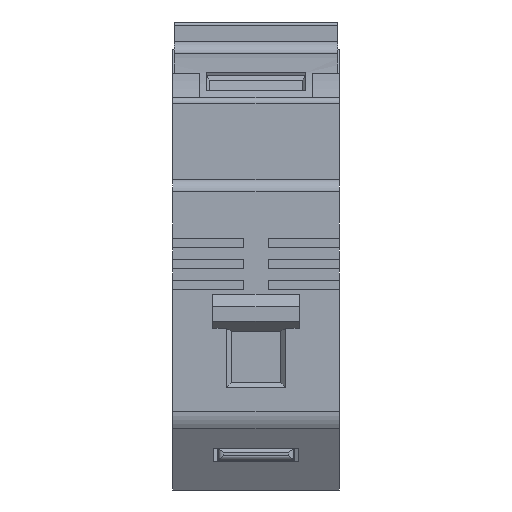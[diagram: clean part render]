
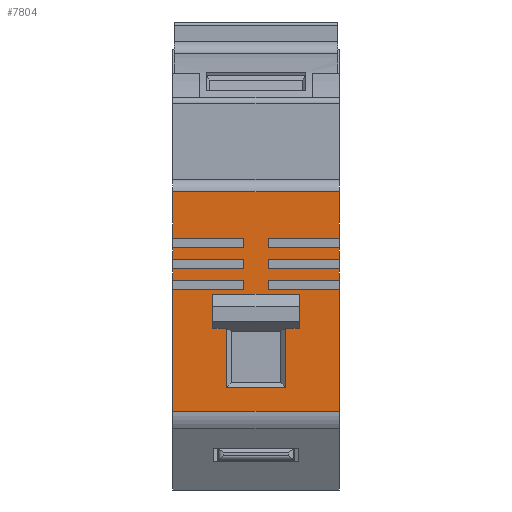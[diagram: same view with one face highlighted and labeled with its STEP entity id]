
A CAD part, front view. The second image highlights one B-rep face of the part: STEP entity #7804.
In plain terms, the highlighted planar face has unit normal (0, -1, 0).
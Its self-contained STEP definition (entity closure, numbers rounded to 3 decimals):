
#551=DIRECTION('',(1.,0.,0.));
#552=VECTOR('',#551,27.);
#553=CARTESIAN_POINT('',(0.,-66.8,5.922));
#554=LINE('',#553,#552);
#559=DIRECTION('',(0.,0.,-1.));
#560=VECTOR('',#559,7.5);
#561=CARTESIAN_POINT('',(27.,-66.8,41.5));
#562=LINE('',#561,#560);
#563=DIRECTION('',(-1.,0.,0.));
#564=VECTOR('',#563,11.5);
#565=CARTESIAN_POINT('',(27.,-66.8,34.));
#566=LINE('',#565,#564);
#567=DIRECTION('',(0.,0.,-1.));
#568=VECTOR('',#567,1.8);
#569=CARTESIAN_POINT('',(27.,-66.8,32.4));
#570=LINE('',#569,#568);
#571=DIRECTION('',(-1.,0.,0.));
#572=VECTOR('',#571,11.5);
#573=CARTESIAN_POINT('',(27.,-66.8,30.6));
#574=LINE('',#573,#572);
#575=DIRECTION('',(0.,0.,-1.));
#576=VECTOR('',#575,1.8);
#577=CARTESIAN_POINT('',(27.,-66.8,29.));
#578=LINE('',#577,#576);
#579=DIRECTION('',(-1.,0.,0.));
#580=VECTOR('',#579,11.5);
#581=CARTESIAN_POINT('',(27.,-66.8,27.2));
#582=LINE('',#581,#580);
#583=DIRECTION('',(0.,0.,-1.));
#584=VECTOR('',#583,19.678);
#585=CARTESIAN_POINT('',(27.,-66.8,25.6));
#586=LINE('',#585,#584);
#587=DIRECTION('',(0.,0.,1.));
#588=VECTOR('',#587,19.678);
#589=CARTESIAN_POINT('',(0.,-66.8,5.922));
#590=LINE('',#589,#588);
#591=DIRECTION('',(1.,0.,0.));
#592=VECTOR('',#591,11.5);
#593=CARTESIAN_POINT('',(0.,-66.8,25.6));
#594=LINE('',#593,#592);
#595=DIRECTION('',(0.,0.,1.));
#596=VECTOR('',#595,1.6);
#597=CARTESIAN_POINT('',(11.5,-66.8,25.6));
#598=LINE('',#597,#596);
#599=DIRECTION('',(0.,0.,1.));
#600=VECTOR('',#599,1.8);
#601=CARTESIAN_POINT('',(0.,-66.8,27.2));
#602=LINE('',#601,#600);
#603=DIRECTION('',(1.,0.,0.));
#604=VECTOR('',#603,11.5);
#605=CARTESIAN_POINT('',(0.,-66.8,29.));
#606=LINE('',#605,#604);
#607=DIRECTION('',(0.,0.,1.));
#608=VECTOR('',#607,1.6);
#609=CARTESIAN_POINT('',(11.5,-66.8,29.));
#610=LINE('',#609,#608);
#611=DIRECTION('',(0.,0.,1.));
#612=VECTOR('',#611,1.8);
#613=CARTESIAN_POINT('',(0.,-66.8,30.6));
#614=LINE('',#613,#612);
#615=DIRECTION('',(1.,0.,0.));
#616=VECTOR('',#615,11.5);
#617=CARTESIAN_POINT('',(0.,-66.8,32.4));
#618=LINE('',#617,#616);
#619=DIRECTION('',(0.,0.,1.));
#620=VECTOR('',#619,1.6);
#621=CARTESIAN_POINT('',(11.5,-66.8,32.4));
#622=LINE('',#621,#620);
#623=DIRECTION('',(0.,0.,1.));
#624=VECTOR('',#623,7.5);
#625=CARTESIAN_POINT('',(0.,-66.8,34.));
#626=LINE('',#625,#624);
#627=DIRECTION('',(0.,0.,1.));
#628=VECTOR('',#627,9.562);
#629=CARTESIAN_POINT('',(18.3,-66.8,9.8));
#630=LINE('',#629,#628);
#631=DIRECTION('',(1.,0.,0.));
#632=VECTOR('',#631,2.2);
#633=CARTESIAN_POINT('',(18.3,-66.8,19.362));
#634=LINE('',#633,#632);
#635=DIRECTION('',(0.,0.,1.));
#636=VECTOR('',#635,5.538);
#637=CARTESIAN_POINT('',(20.5,-66.8,19.362));
#638=LINE('',#637,#636);
#643=DIRECTION('',(-1.,0.,0.));
#644=VECTOR('',#643,27.);
#645=CARTESIAN_POINT('',(27.,-66.8,41.5));
#646=LINE('',#645,#644);
#3086=DIRECTION('',(-1.,0.,0.));
#3087=VECTOR('',#3086,11.5);
#3088=CARTESIAN_POINT('',(27.,-66.8,25.6));
#3089=LINE('',#3088,#3087);
#3114=DIRECTION('',(0.,0.,1.));
#3115=VECTOR('',#3114,1.6);
#3116=CARTESIAN_POINT('',(15.5,-66.8,25.6));
#3117=LINE('',#3116,#3115);
#3122=DIRECTION('',(-1.,0.,0.));
#3123=VECTOR('',#3122,11.5);
#3124=CARTESIAN_POINT('',(27.,-66.8,29.));
#3125=LINE('',#3124,#3123);
#3150=DIRECTION('',(0.,0.,1.));
#3151=VECTOR('',#3150,1.6);
#3152=CARTESIAN_POINT('',(15.5,-66.8,29.));
#3153=LINE('',#3152,#3151);
#3158=DIRECTION('',(-1.,0.,0.));
#3159=VECTOR('',#3158,11.5);
#3160=CARTESIAN_POINT('',(27.,-66.8,32.4));
#3161=LINE('',#3160,#3159);
#3182=DIRECTION('',(0.,0.,1.));
#3183=VECTOR('',#3182,1.6);
#3184=CARTESIAN_POINT('',(15.5,-66.8,32.4));
#3185=LINE('',#3184,#3183);
#4219=DIRECTION('',(1.,0.,0.));
#4220=VECTOR('',#4219,11.5);
#4221=CARTESIAN_POINT('',(0.,-66.8,27.2));
#4222=LINE('',#4221,#4220);
#4251=DIRECTION('',(1.,0.,0.));
#4252=VECTOR('',#4251,11.5);
#4253=CARTESIAN_POINT('',(0.,-66.8,30.6));
#4254=LINE('',#4253,#4252);
#4283=DIRECTION('',(1.,0.,0.));
#4284=VECTOR('',#4283,11.5);
#4285=CARTESIAN_POINT('',(0.,-66.8,34.));
#4286=LINE('',#4285,#4284);
#4303=DIRECTION('',(-1.,0.,0.));
#4304=VECTOR('',#4303,9.6);
#4305=CARTESIAN_POINT('',(18.3,-66.8,9.8));
#4306=LINE('',#4305,#4304);
#4339=DIRECTION('',(-1.,0.,0.));
#4340=VECTOR('',#4339,2.2);
#4341=CARTESIAN_POINT('',(8.7,-66.8,19.362));
#4342=LINE('',#4341,#4340);
#4343=DIRECTION('',(1.,0.,0.));
#4344=VECTOR('',#4343,14.);
#4345=CARTESIAN_POINT('',(6.5,-66.8,24.9));
#4346=LINE('',#4345,#4344);
#4363=DIRECTION('',(0.,0.,1.));
#4364=VECTOR('',#4363,5.538);
#4365=CARTESIAN_POINT('',(6.5,-66.8,19.362));
#4366=LINE('',#4365,#4364);
#4395=DIRECTION('',(0.,0.,1.));
#4396=VECTOR('',#4395,9.562);
#4397=CARTESIAN_POINT('',(8.7,-66.8,9.8));
#4398=LINE('',#4397,#4396);
#5530=CARTESIAN_POINT('',(0.,-66.8,41.5));
#5531=VERTEX_POINT('',#5530);
#5532=CARTESIAN_POINT('',(0.,-66.8,34.));
#5533=VERTEX_POINT('',#5532);
#5538=CARTESIAN_POINT('',(0.,-66.8,32.4));
#5539=VERTEX_POINT('',#5538);
#5540=CARTESIAN_POINT('',(0.,-66.8,30.6));
#5541=VERTEX_POINT('',#5540);
#5546=CARTESIAN_POINT('',(0.,-66.8,29.));
#5547=VERTEX_POINT('',#5546);
#5548=CARTESIAN_POINT('',(0.,-66.8,27.2));
#5549=VERTEX_POINT('',#5548);
#5554=CARTESIAN_POINT('',(0.,-66.8,25.6));
#5555=VERTEX_POINT('',#5554);
#5556=CARTESIAN_POINT('',(0.,-66.8,5.922));
#5557=VERTEX_POINT('',#5556);
#5848=CARTESIAN_POINT('',(27.,-66.8,5.922));
#5849=VERTEX_POINT('',#5848);
#5850=CARTESIAN_POINT('',(27.,-66.8,41.5));
#5851=VERTEX_POINT('',#5850);
#5852=CARTESIAN_POINT('',(27.,-66.8,34.));
#5853=VERTEX_POINT('',#5852);
#5854=CARTESIAN_POINT('',(15.5,-66.8,34.));
#5855=VERTEX_POINT('',#5854);
#5856=CARTESIAN_POINT('',(15.5,-66.8,32.4));
#5857=VERTEX_POINT('',#5856);
#5858=CARTESIAN_POINT('',(27.,-66.8,32.4));
#5859=VERTEX_POINT('',#5858);
#5860=CARTESIAN_POINT('',(27.,-66.8,30.6));
#5861=VERTEX_POINT('',#5860);
#5862=CARTESIAN_POINT('',(15.5,-66.8,30.6));
#5863=VERTEX_POINT('',#5862);
#5864=CARTESIAN_POINT('',(15.5,-66.8,29.));
#5865=VERTEX_POINT('',#5864);
#5866=CARTESIAN_POINT('',(27.,-66.8,29.));
#5867=VERTEX_POINT('',#5866);
#5868=CARTESIAN_POINT('',(27.,-66.8,27.2));
#5869=VERTEX_POINT('',#5868);
#5870=CARTESIAN_POINT('',(15.5,-66.8,27.2));
#5871=VERTEX_POINT('',#5870);
#5872=CARTESIAN_POINT('',(15.5,-66.8,25.6));
#5873=VERTEX_POINT('',#5872);
#5874=CARTESIAN_POINT('',(27.,-66.8,25.6));
#5875=VERTEX_POINT('',#5874);
#5876=CARTESIAN_POINT('',(11.5,-66.8,25.6));
#5877=VERTEX_POINT('',#5876);
#5878=CARTESIAN_POINT('',(11.5,-66.8,27.2));
#5879=VERTEX_POINT('',#5878);
#5880=CARTESIAN_POINT('',(11.5,-66.8,29.));
#5881=VERTEX_POINT('',#5880);
#5882=CARTESIAN_POINT('',(11.5,-66.8,30.6));
#5883=VERTEX_POINT('',#5882);
#5884=CARTESIAN_POINT('',(11.5,-66.8,32.4));
#5885=VERTEX_POINT('',#5884);
#5886=CARTESIAN_POINT('',(11.5,-66.8,34.));
#5887=VERTEX_POINT('',#5886);
#5888=CARTESIAN_POINT('',(18.3,-66.8,9.8));
#5889=CARTESIAN_POINT('',(8.7,-66.8,9.8));
#5890=VERTEX_POINT('',#5888);
#5891=VERTEX_POINT('',#5889);
#5892=CARTESIAN_POINT('',(18.3,-66.8,19.362));
#5893=VERTEX_POINT('',#5892);
#5894=CARTESIAN_POINT('',(20.5,-66.8,19.362));
#5895=VERTEX_POINT('',#5894);
#5896=CARTESIAN_POINT('',(20.5,-66.8,24.9));
#5897=VERTEX_POINT('',#5896);
#5898=CARTESIAN_POINT('',(6.5,-66.8,24.9));
#5899=VERTEX_POINT('',#5898);
#5900=CARTESIAN_POINT('',(6.5,-66.8,19.362));
#5901=VERTEX_POINT('',#5900);
#5902=CARTESIAN_POINT('',(8.7,-66.8,19.362));
#5903=VERTEX_POINT('',#5902);
#7728=CARTESIAN_POINT('',(13.5,-66.8,43.5));
#7729=DIRECTION('',(0.,-1.,0.));
#7730=DIRECTION('',(0.,0.,-1.));
#7731=AXIS2_PLACEMENT_3D('',#7728,#7729,#7730);
#7732=PLANE('',#7731);
#7734=ORIENTED_EDGE('',*,*,#7733,.F.);
#7736=ORIENTED_EDGE('',*,*,#7735,.T.);
#7738=ORIENTED_EDGE('',*,*,#7737,.T.);
#7740=ORIENTED_EDGE('',*,*,#7739,.F.);
#7742=ORIENTED_EDGE('',*,*,#7741,.F.);
#7744=ORIENTED_EDGE('',*,*,#7743,.T.);
#7746=ORIENTED_EDGE('',*,*,#7745,.T.);
#7748=ORIENTED_EDGE('',*,*,#7747,.F.);
#7750=ORIENTED_EDGE('',*,*,#7749,.F.);
#7752=ORIENTED_EDGE('',*,*,#7751,.T.);
#7754=ORIENTED_EDGE('',*,*,#7753,.T.);
#7756=ORIENTED_EDGE('',*,*,#7755,.F.);
#7758=ORIENTED_EDGE('',*,*,#7757,.F.);
#7760=ORIENTED_EDGE('',*,*,#7759,.T.);
#7761=ORIENTED_EDGE('',*,*,#7719,.F.);
#7762=ORIENTED_EDGE('',*,*,#7183,.T.);
#7764=ORIENTED_EDGE('',*,*,#7763,.T.);
#7766=ORIENTED_EDGE('',*,*,#7765,.T.);
#7768=ORIENTED_EDGE('',*,*,#7767,.F.);
#7769=ORIENTED_EDGE('',*,*,#7175,.T.);
#7771=ORIENTED_EDGE('',*,*,#7770,.T.);
#7773=ORIENTED_EDGE('',*,*,#7772,.T.);
#7775=ORIENTED_EDGE('',*,*,#7774,.F.);
#7776=ORIENTED_EDGE('',*,*,#7167,.T.);
#7778=ORIENTED_EDGE('',*,*,#7777,.T.);
#7780=ORIENTED_EDGE('',*,*,#7779,.T.);
#7782=ORIENTED_EDGE('',*,*,#7781,.F.);
#7783=ORIENTED_EDGE('',*,*,#7159,.T.);
#7784=EDGE_LOOP('',(#7734,#7736,#7738,#7740,#7742,#7744,#7746,#7748,#7750,#7752,
#7754,#7756,#7758,#7760,#7761,#7762,#7764,#7766,#7768,#7769,#7771,#7773,#7775,
#7776,#7778,#7780,#7782,#7783));
#7785=FACE_OUTER_BOUND('',#7784,.F.);
#7787=ORIENTED_EDGE('',*,*,#7786,.F.);
#7789=ORIENTED_EDGE('',*,*,#7788,.T.);
#7791=ORIENTED_EDGE('',*,*,#7790,.T.);
#7793=ORIENTED_EDGE('',*,*,#7792,.T.);
#7795=ORIENTED_EDGE('',*,*,#7794,.F.);
#7797=ORIENTED_EDGE('',*,*,#7796,.F.);
#7799=ORIENTED_EDGE('',*,*,#7798,.F.);
#7801=ORIENTED_EDGE('',*,*,#7800,.F.);
#7802=EDGE_LOOP('',(#7787,#7789,#7791,#7793,#7795,#7797,#7799,#7801));
#7803=FACE_BOUND('',#7802,.F.);
#7804=ADVANCED_FACE('',(#7785,#7803),#7732,.T.);
#7159=EDGE_CURVE('',#5533,#5531,#626,.T.);
#7167=EDGE_CURVE('',#5541,#5539,#614,.T.);
#7175=EDGE_CURVE('',#5549,#5547,#602,.T.);
#7183=EDGE_CURVE('',#5557,#5555,#590,.T.);
#7719=EDGE_CURVE('',#5557,#5849,#554,.T.);
#7733=EDGE_CURVE('',#5851,#5531,#646,.T.);
#7735=EDGE_CURVE('',#5851,#5853,#562,.T.);
#7737=EDGE_CURVE('',#5853,#5855,#566,.T.);
#7739=EDGE_CURVE('',#5857,#5855,#3185,.T.);
#7741=EDGE_CURVE('',#5859,#5857,#3161,.T.);
#7743=EDGE_CURVE('',#5859,#5861,#570,.T.);
#7745=EDGE_CURVE('',#5861,#5863,#574,.T.);
#7747=EDGE_CURVE('',#5865,#5863,#3153,.T.);
#7749=EDGE_CURVE('',#5867,#5865,#3125,.T.);
#7751=EDGE_CURVE('',#5867,#5869,#578,.T.);
#7753=EDGE_CURVE('',#5869,#5871,#582,.T.);
#7755=EDGE_CURVE('',#5873,#5871,#3117,.T.);
#7757=EDGE_CURVE('',#5875,#5873,#3089,.T.);
#7759=EDGE_CURVE('',#5875,#5849,#586,.T.);
#7763=EDGE_CURVE('',#5555,#5877,#594,.T.);
#7765=EDGE_CURVE('',#5877,#5879,#598,.T.);
#7767=EDGE_CURVE('',#5549,#5879,#4222,.T.);
#7770=EDGE_CURVE('',#5547,#5881,#606,.T.);
#7772=EDGE_CURVE('',#5881,#5883,#610,.T.);
#7774=EDGE_CURVE('',#5541,#5883,#4254,.T.);
#7777=EDGE_CURVE('',#5539,#5885,#618,.T.);
#7779=EDGE_CURVE('',#5885,#5887,#622,.T.);
#7781=EDGE_CURVE('',#5533,#5887,#4286,.T.);
#7786=EDGE_CURVE('',#5890,#5891,#4306,.T.);
#7788=EDGE_CURVE('',#5890,#5893,#630,.T.);
#7790=EDGE_CURVE('',#5893,#5895,#634,.T.);
#7792=EDGE_CURVE('',#5895,#5897,#638,.T.);
#7794=EDGE_CURVE('',#5899,#5897,#4346,.T.);
#7796=EDGE_CURVE('',#5901,#5899,#4366,.T.);
#7798=EDGE_CURVE('',#5903,#5901,#4342,.T.);
#7800=EDGE_CURVE('',#5891,#5903,#4398,.T.);
